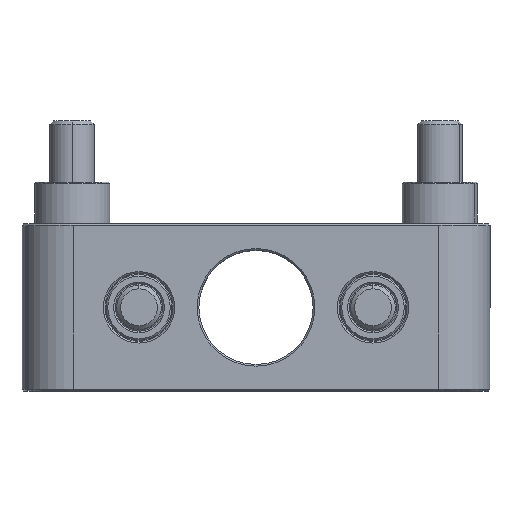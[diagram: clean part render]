
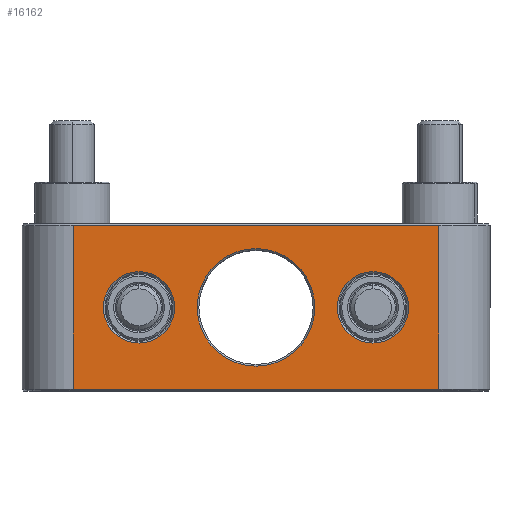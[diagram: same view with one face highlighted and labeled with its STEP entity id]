
A CAD part, top view. The second image highlights one B-rep face of the part: STEP entity #16162.
In plain terms, the highlighted face is planar.
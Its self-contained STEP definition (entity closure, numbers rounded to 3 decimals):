
#17 = FACE_BOUND ( 'NONE', #395, .T. ) ;
#301 = VERTEX_POINT ( 'NONE', #16124 ) ;
#395 = EDGE_LOOP ( 'NONE', ( #10465, #1366 ) ) ;
#465 = EDGE_CURVE ( 'NONE', #21062, #14789, #15883, .T. ) ;
#502 = CARTESIAN_POINT ( 'NONE',  ( 21., 0., 6.4 ) ) ;
#1016 = LINE ( 'NONE', #7801, #8530 ) ;
#1229 = CIRCLE ( 'NONE', #16822, 6.4 ) ;
#1283 = ORIENTED_EDGE ( 'NONE', *, *, #11038, .T. ) ;
#1366 = ORIENTED_EDGE ( 'NONE', *, *, #15752, .T. ) ;
#1386 = CARTESIAN_POINT ( 'NONE',  ( -21., 0., 0. ) ) ;
#1548 = VECTOR ( 'NONE', #5545, 1000. ) ;
#1727 = DIRECTION ( 'NONE',  ( 0., 0., 1. ) ) ;
#1824 = DIRECTION ( 'NONE',  ( 0., 1., 0. ) ) ;
#2891 = VERTEX_POINT ( 'NONE', #13822 ) ;
#3516 = AXIS2_PLACEMENT_3D ( 'NONE', #1386, #10161, #1727 ) ;
#3572 = CARTESIAN_POINT ( 'NONE',  ( 0., 0., 0. ) ) ;
#3675 = VERTEX_POINT ( 'NONE', #16938 ) ;
#3799 = AXIS2_PLACEMENT_3D ( 'NONE', #14425, #21217, #17662 ) ;
#3880 = CIRCLE ( 'NONE', #3516, 6.4 ) ;
#4413 = DIRECTION ( 'NONE',  ( 0., 0., 1. ) ) ;
#4499 = CIRCLE ( 'NONE', #6984, 6.4 ) ;
#4616 = CARTESIAN_POINT ( 'NONE',  ( 21., 0., -6.4 ) ) ;
#4729 = ORIENTED_EDGE ( 'NONE', *, *, #465, .T. ) ;
#5104 = CARTESIAN_POINT ( 'NONE',  ( 0., 0., 0. ) ) ;
#5545 = DIRECTION ( 'NONE',  ( 1., 0., 0. ) ) ;
#5658 = EDGE_LOOP ( 'NONE', ( #8521, #4729, #1283, #5869 ) ) ;
#5709 = AXIS2_PLACEMENT_3D ( 'NONE', #5104, #21880, #6770 ) ;
#5712 = VERTEX_POINT ( 'NONE', #4616 ) ;
#5869 = ORIENTED_EDGE ( 'NONE', *, *, #13677, .T. ) ;
#6125 = CARTESIAN_POINT ( 'NONE',  ( -21., 0., -6.4 ) ) ;
#6243 = AXIS2_PLACEMENT_3D ( 'NONE', #3572, #20449, #13321 ) ;
#6610 = EDGE_CURVE ( 'NONE', #19428, #5712, #1229, .T. ) ;
#6770 = DIRECTION ( 'NONE',  ( 0., 0., 1. ) ) ;
#6807 = FACE_OUTER_BOUND ( 'NONE', #5658, .T. ) ;
#6984 = AXIS2_PLACEMENT_3D ( 'NONE', #19450, #19120, #10685 ) ;
#7096 = ORIENTED_EDGE ( 'NONE', *, *, #17530, .T. ) ;
#7425 = LINE ( 'NONE', #20867, #21279 ) ;
#7801 = CARTESIAN_POINT ( 'NONE',  ( -32.8, 0., 0. ) ) ;
#8521 = ORIENTED_EDGE ( 'NONE', *, *, #8617, .T. ) ;
#8530 = VECTOR ( 'NONE', #17470, 1000. ) ;
#8592 = DIRECTION ( 'NONE',  ( 0., 0., 1. ) ) ;
#8617 = EDGE_CURVE ( 'NONE', #14851, #21062, #7425, .T. ) ;
#8764 = CIRCLE ( 'NONE', #3799, 6.4 ) ;
#9734 = CARTESIAN_POINT ( 'NONE',  ( 21., 0., 0. ) ) ;
#10142 = FACE_BOUND ( 'NONE', #13382, .T. ) ;
#10161 = DIRECTION ( 'NONE',  ( 0., -1., 0. ) ) ;
#10465 = ORIENTED_EDGE ( 'NONE', *, *, #6610, .T. ) ;
#10552 = CARTESIAN_POINT ( 'NONE',  ( 0., 0., -14.7 ) ) ;
#10685 = DIRECTION ( 'NONE',  ( 0., 0., 1. ) ) ;
#10993 = CARTESIAN_POINT ( 'NONE',  ( -32.8, 0., -14.7 ) ) ;
#11038 = EDGE_CURVE ( 'NONE', #14789, #301, #1016, .T. ) ;
#11208 = CIRCLE ( 'NONE', #6243, 10.55 ) ;
#11428 = ORIENTED_EDGE ( 'NONE', *, *, #21088, .T. ) ;
#11480 = EDGE_CURVE ( 'NONE', #14572, #3675, #3880, .T. ) ;
#12293 = DIRECTION ( 'NONE',  ( 0., 0., -1. ) ) ;
#12307 = DIRECTION ( 'NONE',  ( -1., 0., 0. ) ) ;
#13115 = CIRCLE ( 'NONE', #5709, 10.55 ) ;
#13321 = DIRECTION ( 'NONE',  ( 0., 0., 1. ) ) ;
#13382 = EDGE_LOOP ( 'NONE', ( #7096, #16745 ) ) ;
#13576 = PLANE ( 'NONE',  #14449 ) ;
#13677 = EDGE_CURVE ( 'NONE', #301, #14851, #17317, .T. ) ;
#13822 = CARTESIAN_POINT ( 'NONE',  ( 0., 0., 10.55 ) ) ;
#14390 = VECTOR ( 'NONE', #12307, 1000. ) ;
#14425 = CARTESIAN_POINT ( 'NONE',  ( 21., 0., 0. ) ) ;
#14449 = AXIS2_PLACEMENT_3D ( 'NONE', #20362, #1824, #8592 ) ;
#14572 = VERTEX_POINT ( 'NONE', #6125 ) ;
#14789 = VERTEX_POINT ( 'NONE', #10993 ) ;
#14851 = VERTEX_POINT ( 'NONE', #15060 ) ;
#15060 = CARTESIAN_POINT ( 'NONE',  ( 32.8, 0., 14.7 ) ) ;
#15248 = FACE_BOUND ( 'NONE', #16012, .T. ) ;
#15752 = EDGE_CURVE ( 'NONE', #5712, #19428, #8764, .T. ) ;
#15883 = LINE ( 'NONE', #10552, #14390 ) ;
#16012 = EDGE_LOOP ( 'NONE', ( #11428, #20863 ) ) ;
#16124 = CARTESIAN_POINT ( 'NONE',  ( -32.8, 0., 14.7 ) ) ;
#16162 = ADVANCED_FACE ( 'NONE', ( #10142, #15248, #17, #6807 ), #13576, .T. ) ;
#16467 = EDGE_CURVE ( 'NONE', #20414, #2891, #11208, .T. ) ;
#16745 = ORIENTED_EDGE ( 'NONE', *, *, #11480, .T. ) ;
#16811 = CARTESIAN_POINT ( 'NONE',  ( 0., 0., -10.55 ) ) ;
#16822 = AXIS2_PLACEMENT_3D ( 'NONE', #9734, #19629, #4413 ) ;
#16938 = CARTESIAN_POINT ( 'NONE',  ( -21., 0., 6.4 ) ) ;
#17317 = LINE ( 'NONE', #20765, #1548 ) ;
#17470 = DIRECTION ( 'NONE',  ( 0., 0., 1. ) ) ;
#17530 = EDGE_CURVE ( 'NONE', #3675, #14572, #4499, .T. ) ;
#17662 = DIRECTION ( 'NONE',  ( 0., 0., 1. ) ) ;
#19120 = DIRECTION ( 'NONE',  ( 0., -1., 0. ) ) ;
#19428 = VERTEX_POINT ( 'NONE', #502 ) ;
#19450 = CARTESIAN_POINT ( 'NONE',  ( -21., 0., 0. ) ) ;
#19629 = DIRECTION ( 'NONE',  ( 0., -1., 0. ) ) ;
#20362 = CARTESIAN_POINT ( 'NONE',  ( 0., 0., 0. ) ) ;
#20414 = VERTEX_POINT ( 'NONE', #16811 ) ;
#20449 = DIRECTION ( 'NONE',  ( 0., -1., 0. ) ) ;
#20765 = CARTESIAN_POINT ( 'NONE',  ( 0., 0., 14.7 ) ) ;
#20863 = ORIENTED_EDGE ( 'NONE', *, *, #16467, .T. ) ;
#20867 = CARTESIAN_POINT ( 'NONE',  ( 32.8, 0., 0. ) ) ;
#21062 = VERTEX_POINT ( 'NONE', #21771 ) ;
#21088 = EDGE_CURVE ( 'NONE', #2891, #20414, #13115, .T. ) ;
#21217 = DIRECTION ( 'NONE',  ( 0., -1., 0. ) ) ;
#21279 = VECTOR ( 'NONE', #12293, 1000. ) ;
#21771 = CARTESIAN_POINT ( 'NONE',  ( 32.8, 0., -14.7 ) ) ;
#21880 = DIRECTION ( 'NONE',  ( 0., -1., 0. ) ) ;
